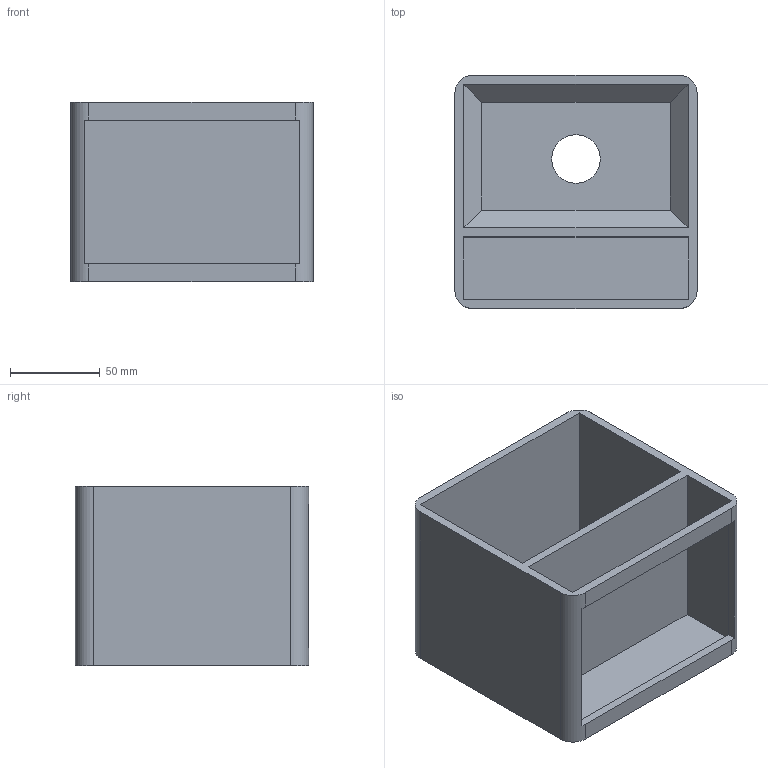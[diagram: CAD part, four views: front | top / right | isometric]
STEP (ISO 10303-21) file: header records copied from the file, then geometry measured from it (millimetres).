
FILE_DESCRIPTION(/* description */ (''),/* implementation_level */ '2;1');
FILE_NAME(/* name */ '',/* time_stamp */ '2022-12-03T07:30:41+09:00',/* author */ (''),/* organization */ (''),/* preprocessor_version */ 'ST-DEVELOPER v19.2',/* originating_system */ 'Autodesk Translation Framework v11.17.0.187',/* authorisation */ '');
FILE_SCHEMA (('AUTOMOTIVE_DESIGN { 1 0 10303 214 3 1 1 }'));
Length unit declared in the file: centimetre
Products named in the file (1): 화분 프로토타입3
Bounding box: 135 x 130 x 100 mm (x, y, z)
Volume: 349136.9 mm3; surface area: 135017 mm2
Topology: 1 solids, 1 shells, 30 faces, 77 edges, 50 vertices
Faces by surface type: plane 25, cylinder 5
Full cylindrical faces by diameter (mm): 27 x1
Entity records: 944 total; most frequent: CARTESIAN_POINT 158, ORIENTED_EDGE 154, DIRECTION 153, EDGE_CURVE 77, LINE 63, VECTOR 63, VERTEX_POINT 50, AXIS2_PLACEMENT_3D 45
